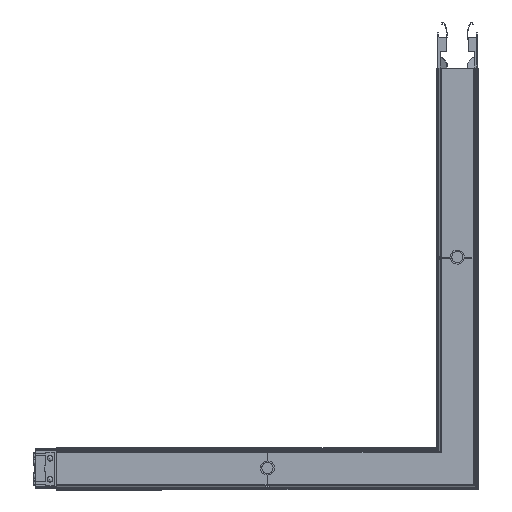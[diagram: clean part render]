
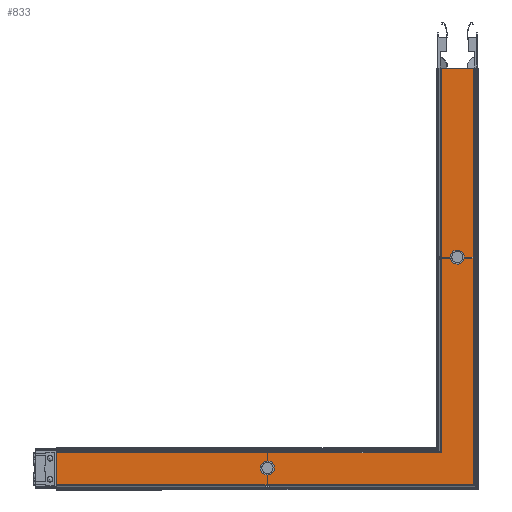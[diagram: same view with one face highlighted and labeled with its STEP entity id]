
A CAD part, top view. The second image highlights one B-rep face of the part: STEP entity #833.
In plain terms, the highlighted planar face has unit normal (0, 0, 1).
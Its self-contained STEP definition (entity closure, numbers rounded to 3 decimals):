
#455=PLANE('',#7815);
#833=ADVANCED_FACE('',(#1302),#455,.F.);
#1302=FACE_OUTER_BOUND('',#1724,.T.);
#1724=EDGE_LOOP('',(#4017,#4018,#4019,#4020,#4021,#4022));
#4017=ORIENTED_EDGE('',*,*,#4769,.T.);
#4018=ORIENTED_EDGE('',*,*,#5722,.F.);
#4019=ORIENTED_EDGE('',*,*,#5725,.T.);
#4020=ORIENTED_EDGE('',*,*,#4883,.T.);
#4021=ORIENTED_EDGE('',*,*,#5726,.F.);
#4022=ORIENTED_EDGE('',*,*,#5724,.T.);
#4093=VERTEX_POINT('',#9975);
#4094=VERTEX_POINT('',#9977);
#4194=VERTEX_POINT('',#10200);
#4195=VERTEX_POINT('',#10202);
#4700=VERTEX_POINT('',#12406);
#4701=VERTEX_POINT('',#12410);
#4769=EDGE_CURVE('',#4094,#4093,#5782,.T.);
#4883=EDGE_CURVE('',#4195,#4194,#5864,.T.);
#5722=EDGE_CURVE('',#4700,#4093,#6451,.T.);
#5724=EDGE_CURVE('',#4701,#4094,#6453,.T.);
#5725=EDGE_CURVE('',#4700,#4195,#6454,.T.);
#5726=EDGE_CURVE('',#4701,#4194,#6455,.T.);
#5782=LINE('',#9976,#6511);
#5864=LINE('',#10201,#6593);
#6451=LINE('',#12407,#7180);
#6453=LINE('',#12411,#7182);
#6454=LINE('',#12413,#7183);
#6455=LINE('',#12414,#7184);
#6511=VECTOR('',#7907,1.);
#6593=VECTOR('',#8073,1.);
#7180=VECTOR('',#9798,1.);
#7182=VECTOR('',#9802,1.);
#7183=VECTOR('',#9805,1.);
#7184=VECTOR('',#9806,1.);
#7815=AXIS2_PLACEMENT_3D('',#12415,#9807,#9808);
#7907=DIRECTION('',(-1.,0.,0.));
#8073=DIRECTION('',(0.,-1.,0.));
#9798=DIRECTION('',(0.,1.,0.));
#9802=DIRECTION('',(0.,1.,0.));
#9805=DIRECTION('',(-1.,0.,0.));
#9806=DIRECTION('',(-1.,0.,0.));
#9807=DIRECTION('',(0.,0.,-1.));
#9808=DIRECTION('',(-1.,0.,0.));
#9975=CARTESIAN_POINT('',(547.,570.,63.966));
#9976=CARTESIAN_POINT('',(591.,570.,63.966));
#9977=CARTESIAN_POINT('',(593.,570.,63.966));
#10200=CARTESIAN_POINT('',(0.,-23.,63.966));
#10201=CARTESIAN_POINT('',(0.,21.,63.966));
#10202=CARTESIAN_POINT('',(0.,23.,63.966));
#12406=CARTESIAN_POINT('',(547.,23.,63.966));
#12407=CARTESIAN_POINT('',(547.,-23.,63.966));
#12410=CARTESIAN_POINT('',(593.,-23.,63.966));
#12411=CARTESIAN_POINT('',(593.,-23.,63.966));
#12413=CARTESIAN_POINT('',(591.,23.,63.966));
#12414=CARTESIAN_POINT('',(593.,-23.,63.966));
#12415=CARTESIAN_POINT('',(591.,-23.,63.966));
